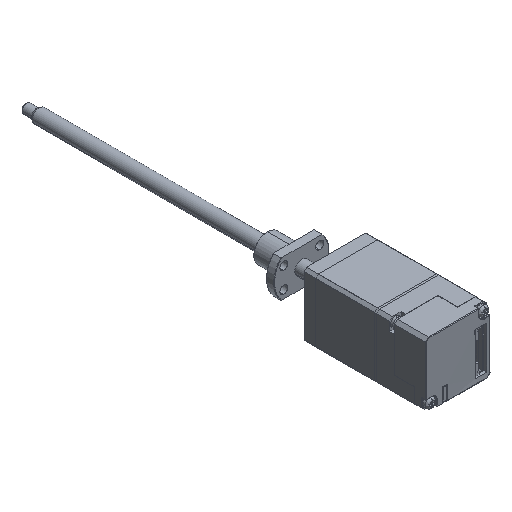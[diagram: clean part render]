
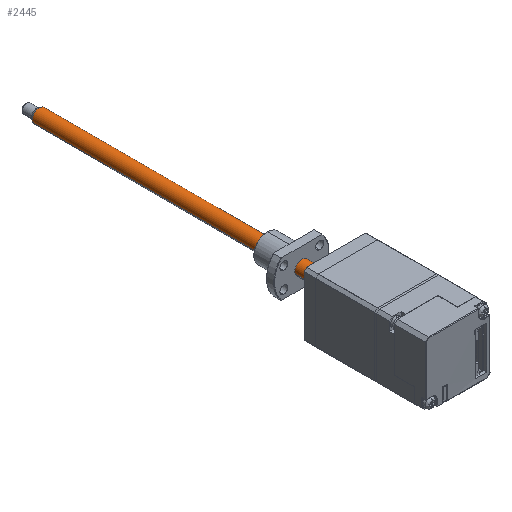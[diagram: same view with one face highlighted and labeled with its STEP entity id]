
A CAD part, isometric view. The second image highlights one B-rep face of the part: STEP entity #2445.
In plain terms, the highlighted cylindrical face has radius 3 mm (diameter 6 mm), a partial arc.
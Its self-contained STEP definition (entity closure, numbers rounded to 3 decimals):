
#261 = ORIENTED_EDGE ( 'NONE', *, *, #782, .F. ) ;
#395 = CARTESIAN_POINT ( 'NONE',  ( -12.711, 129.026, 19.6 ) ) ;
#558 = EDGE_LOOP ( 'NONE', ( #261, #3942, #8376, #1673 ) ) ;
#632 = CARTESIAN_POINT ( 'NONE',  ( -15.523, 129.026, 18.555 ) ) ;
#741 = CARTESIAN_POINT ( 'NONE',  ( -9.899, 128.026, 20.645 ) ) ;
#782 = EDGE_CURVE ( 'NONE', #5818, #1439, #2959, .T. ) ;
#992 = DIRECTION ( 'NONE',  ( 0., -1., 0. ) ) ;
#1439 = VERTEX_POINT ( 'NONE', #4439 ) ;
#1673 = ORIENTED_EDGE ( 'NONE', *, *, #4957, .F. ) ;
#2139 = EDGE_CURVE ( 'NONE', #4679, #8587, #8738, .T. ) ;
#2445 = ADVANCED_FACE ( 'NONE', ( #3922 ), #9668, .T. ) ;
#2608 = DIRECTION ( 'NONE',  ( 0., -1., 0. ) ) ;
#2959 = LINE ( 'NONE', #7371, #6937 ) ;
#2973 = AXIS2_PLACEMENT_3D ( 'NONE', #2994, #8241, #3743 ) ;
#2994 = CARTESIAN_POINT ( 'NONE',  ( -12.711, 128.026, 19.6 ) ) ;
#3627 = DIRECTION ( 'NONE',  ( 0., -1., 0. ) ) ;
#3723 = CIRCLE ( 'NONE', #9321, 3. ) ;
#3743 = DIRECTION ( 'NONE',  ( 0.937, 0., 0.348 ) ) ;
#3922 = FACE_OUTER_BOUND ( 'NONE', #558, .T. ) ;
#3942 = ORIENTED_EDGE ( 'NONE', *, *, #5378, .T. ) ;
#4103 = CARTESIAN_POINT ( 'NONE',  ( -12.711, 3.026, 19.6 ) ) ;
#4439 = CARTESIAN_POINT ( 'NONE',  ( -9.899, 3.026, 20.645 ) ) ;
#4679 = VERTEX_POINT ( 'NONE', #6567 ) ;
#4745 = VECTOR ( 'NONE', #992, 1000. ) ;
#4854 = DIRECTION ( 'NONE',  ( -0.937, 0., -0.348 ) ) ;
#4957 = EDGE_CURVE ( 'NONE', #1439, #8587, #3723, .T. ) ;
#5378 = EDGE_CURVE ( 'NONE', #5818, #4679, #9580, .T. ) ;
#5618 = DIRECTION ( 'NONE',  ( -0.937, 0., -0.348 ) ) ;
#5633 = AXIS2_PLACEMENT_3D ( 'NONE', #395, #2608, #5618 ) ;
#5818 = VERTEX_POINT ( 'NONE', #741 ) ;
#6567 = CARTESIAN_POINT ( 'NONE',  ( -15.523, 128.026, 18.555 ) ) ;
#6937 = VECTOR ( 'NONE', #3627, 1000. ) ;
#7068 = CARTESIAN_POINT ( 'NONE',  ( -15.523, 3.026, 18.555 ) ) ;
#7371 = CARTESIAN_POINT ( 'NONE',  ( -9.899, 129.026, 20.645 ) ) ;
#8241 = DIRECTION ( 'NONE',  ( 0., -1., 0. ) ) ;
#8376 = ORIENTED_EDGE ( 'NONE', *, *, #2139, .T. ) ;
#8587 = VERTEX_POINT ( 'NONE', #7068 ) ;
#8738 = LINE ( 'NONE', #632, #4745 ) ;
#9320 = DIRECTION ( 'NONE',  ( 0., -1., 0. ) ) ;
#9321 = AXIS2_PLACEMENT_3D ( 'NONE', #4103, #9320, #4854 ) ;
#9580 = CIRCLE ( 'NONE', #2973, 3. ) ;
#9668 = CYLINDRICAL_SURFACE ( 'NONE', #5633, 3. ) ;
